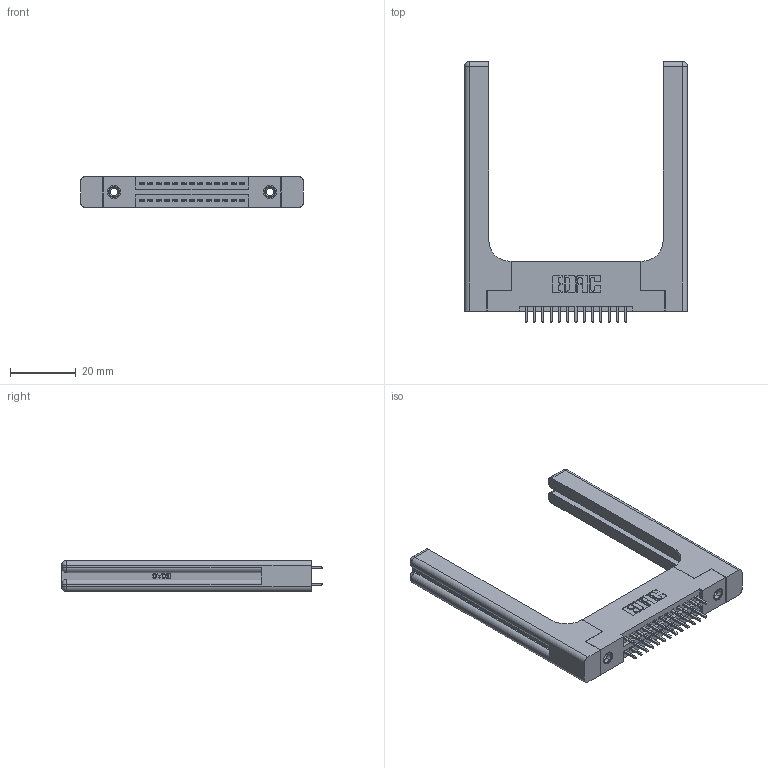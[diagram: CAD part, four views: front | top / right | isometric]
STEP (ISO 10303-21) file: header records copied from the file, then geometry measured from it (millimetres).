
FILE_DESCRIPTION (( 'STEP AP203' ), '1' );
FILE_NAME ('345-026-521-258.STEP', '2019-10-27T18:37:32', ( '' ), ( '' ), 'SwSTEP 2.0', 'SolidWorks 2016', '' );
FILE_SCHEMA (( 'CONFIG_CONTROL_DESIGN' ));
Length unit declared in the file: inch
Products named in the file (5): 345 Part_Flush Mounting Lugs - 0.156 Dia-TH; 345-220-058_345-220-058; 345-292-001_345-293-121; 345-026-521-258; 345-250-001_345-250-001-102
Assembly tree (31 placements, depth 2):
  345-026-521-258
    345 Part_Flush Mounting Lugs - 0.156 Dia-TH
    345-292-001_345-293-121  x26
    345-250-001_345-250-001-102  x2
    345-220-058_345-220-058  x2
Bounding box: 68.05 x 79.68 x 9.4 mm (x, y, z)
Volume: 14805.4 mm3; surface area: 13785.4 mm2
Topology: 31 solids, 31 shells, 1682 faces, 4881 edges, 3198 vertices
Faces by surface type: plane 1086, cylinder 536, bspline 36, cone 12, sphere 8, torus 4
Entity records: 19304 total; most frequent: CARTESIAN_POINT 4257, ORIENTED_EDGE 2988, DIRECTION 2722, EDGE_CURVE 1494, LINE 1218, VECTOR 1218, VERTEX_POINT 986, AXIS2_PLACEMENT_3D 752
